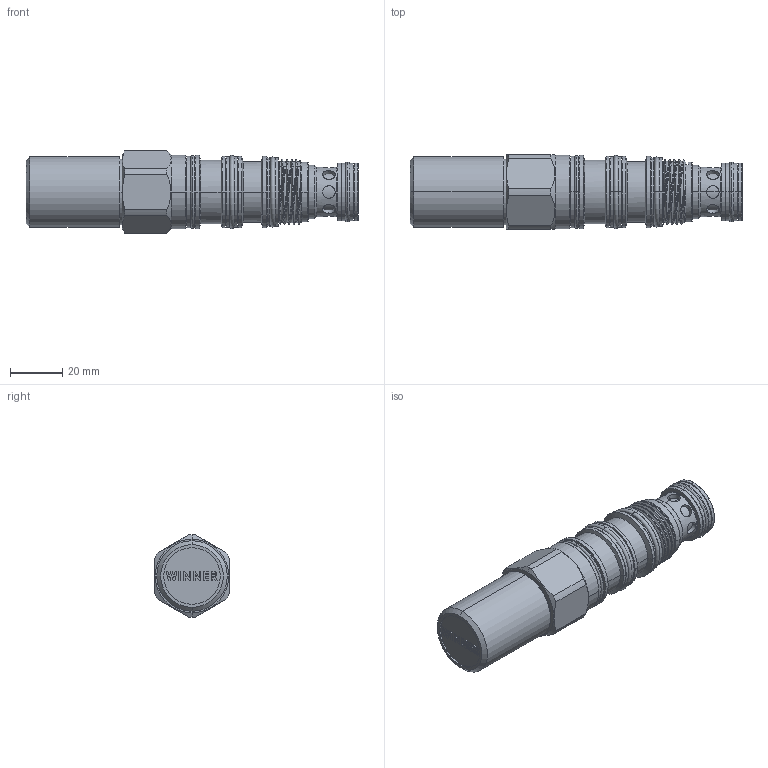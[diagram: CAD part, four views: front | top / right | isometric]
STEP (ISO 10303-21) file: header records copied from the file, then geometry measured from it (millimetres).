
FILE_DESCRIPTION (( 'STEP AP203' ), '1' );
FILE_NAME ('LN22A4P-CB.STEP', '2020-07-07T03:09:46', ( '' ), ( '' ), 'SwSTEP 2.0', 'SolidWorks 2018', '' );
FILE_SCHEMA (( 'CONFIG_CONTROL_DESIGN' ));
Length unit declared in the file: millimetre
Products named in the file (1): LN22A4P-CB
Bounding box: 127.28 x 28.57 x 31.6 mm (x, y, z)
Volume: 66453.5 mm3; surface area: 16546.6 mm2
Topology: 4 solids, 4 shells, 291 faces, 691 edges, 442 vertices
Faces by surface type: cylinder 130, plane 104, cone 31, torus 20, bspline 6
Entity records: 10483 total; most frequent: CARTESIAN_POINT 3752, ORIENTED_EDGE 1382, DIRECTION 1375, EDGE_CURVE 691, AXIS2_PLACEMENT_3D 517, VERTEX_POINT 442, VECTOR 341, LINE 341
